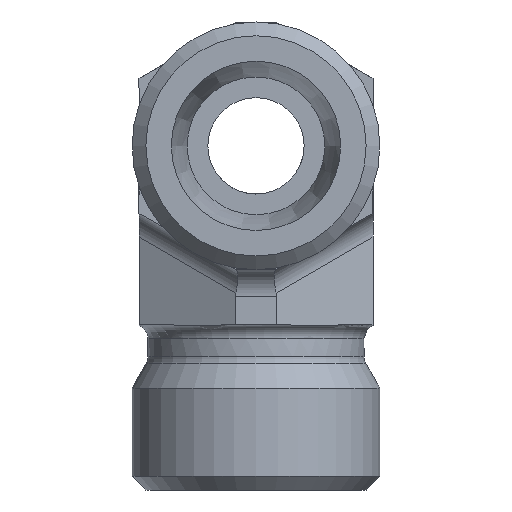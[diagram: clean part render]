
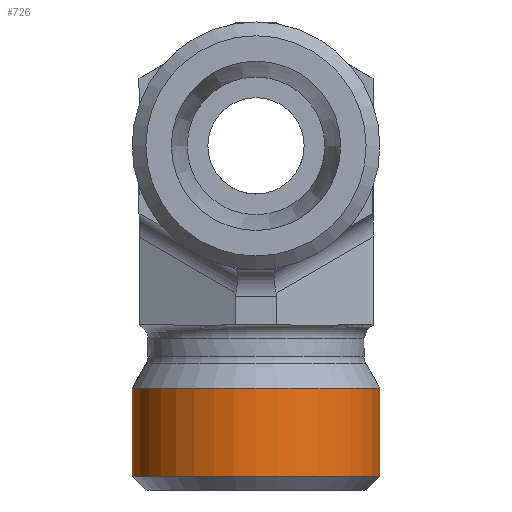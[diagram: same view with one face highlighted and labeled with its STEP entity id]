
A CAD part, front view. The second image highlights one B-rep face of the part: STEP entity #726.
In plain terms, the highlighted cylindrical face has radius 9 mm (diameter 18 mm), a full revolution.
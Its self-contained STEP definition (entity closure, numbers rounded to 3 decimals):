
#695=CARTESIAN_POINT('',(-10.185,9.544,-10.0));
#696=VERTEX_POINT('',#695);
#697=CARTESIAN_POINT('',(-19.185,9.544,-10.0));
#698=DIRECTION('',(0.0,0.0,-1.0));
#699=DIRECTION('',(-1.0,0.0,0.0));
#700=AXIS2_PLACEMENT_3D('',#697,#698,#699);
#701=CIRCLE('',#700,9.0);
#702=EDGE_CURVE('',#696,#696,#701,.T.);
#707=CARTESIAN_POINT('',(-19.185,9.544,-11.));
#708=DIRECTION('',(0.,0.,1.0));
#709=DIRECTION('',(-1.0,0.0,0.0));
#710=AXIS2_PLACEMENT_3D('',#707,#708,#709);
#711=CYLINDRICAL_SURFACE('',#710,9.0);
#712=CARTESIAN_POINT('',(-28.185,9.544,-3.592));
#713=VERTEX_POINT('',#712);
#714=CARTESIAN_POINT('',(-19.185,9.544,-3.592));
#715=DIRECTION('',(0.0,0.0,-1.0));
#716=DIRECTION('',(-1.0,0.0,0.0));
#717=AXIS2_PLACEMENT_3D('',#714,#715,#716);
#718=CIRCLE('',#717,9.0);
#719=EDGE_CURVE('',#713,#713,#718,.T.);
#720=ORIENTED_EDGE('',*,*,#719,.T.);
#721=EDGE_LOOP('',(#720));
#722=FACE_OUTER_BOUND('',#721,.T.);
#723=ORIENTED_EDGE('',*,*,#702,.F.);
#724=EDGE_LOOP('',(#723));
#725=FACE_BOUND('',#724,.T.);
#726=ADVANCED_FACE('',(#722,#725),#711,.T.);
